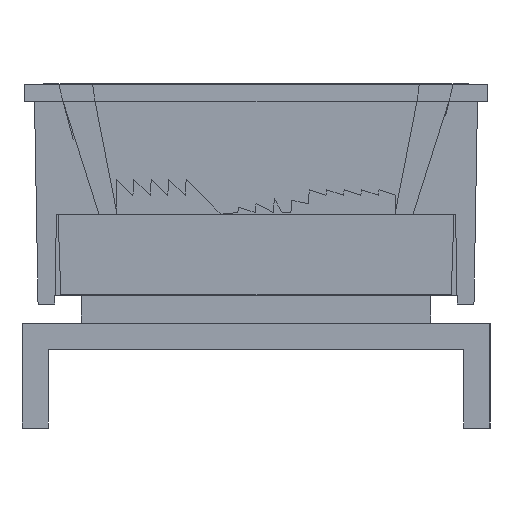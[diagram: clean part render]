
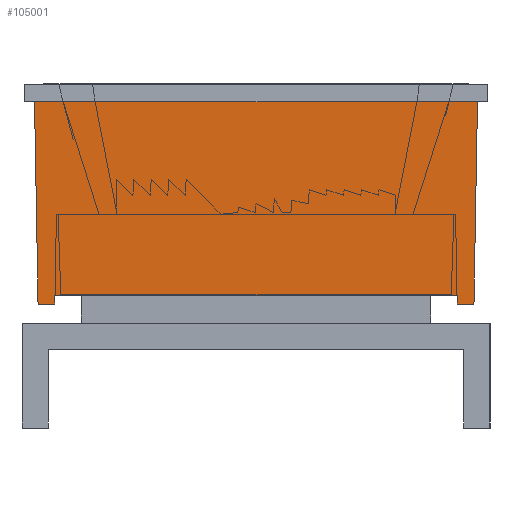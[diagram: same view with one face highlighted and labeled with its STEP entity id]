
A CAD part, left-side view. The second image highlights one B-rep face of the part: STEP entity #105001.
In plain terms, the highlighted face is planar.
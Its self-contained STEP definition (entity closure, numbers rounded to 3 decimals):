
#479 = CARTESIAN_POINT ( 'NONE',  ( -11.519, -528.731, -7.099 ) ) ;
#2619 = ORIENTED_EDGE ( 'NONE', *, *, #12487, .F. ) ;
#3767 = DIRECTION ( 'NONE',  ( 1., 0., 0. ) ) ;
#7119 = CARTESIAN_POINT ( 'NONE',  ( -12.481, -528.731, -7.099 ) ) ;
#7628 = ORIENTED_EDGE ( 'NONE', *, *, #30990, .F. ) ;
#10846 = AXIS2_PLACEMENT_3D ( 'NONE', #38717, #18938, #38153 ) ;
#10881 = CARTESIAN_POINT ( 'NONE',  ( -12.481, -528.731, -7.099 ) ) ;
#12487 = EDGE_CURVE ( 'NONE', #45652, #111060, #35452, .T. ) ;
#14594 = VERTEX_POINT ( 'NONE', #22707 ) ;
#15217 = LINE ( 'NONE', #59515, #76017 ) ;
#17716 = VERTEX_POINT ( 'NONE', #100311 ) ;
#18938 = DIRECTION ( 'NONE',  ( 0., 1., -0.017 ) ) ;
#22042 = VECTOR ( 'NONE', #44848, 1000. ) ;
#22478 = EDGE_CURVE ( 'NONE', #48898, #107484, #89521, .T. ) ;
#22707 = CARTESIAN_POINT ( 'NONE',  ( 11.519, -528.731, -7.099 ) ) ;
#23054 = VECTOR ( 'NONE', #89001, 1000. ) ;
#26290 = VECTOR ( 'NONE', #3767, 1000. ) ;
#26637 = LINE ( 'NONE', #61013, #90112 ) ;
#27287 = VECTOR ( 'NONE', #70324, 1000. ) ;
#27478 = LINE ( 'NONE', #113670, #40892 ) ;
#30990 = EDGE_CURVE ( 'NONE', #87425, #61190, #70083, .T. ) ;
#33238 = ORIENTED_EDGE ( 'NONE', *, *, #72411, .F. ) ;
#33412 = DIRECTION ( 'NONE',  ( 0.017, -0.017, -1. ) ) ;
#35452 = LINE ( 'NONE', #479, #23054 ) ;
#37924 = CARTESIAN_POINT ( 'NONE',  ( 12.683, -528.933, -18.699 ) ) ;
#38153 = DIRECTION ( 'NONE',  ( -1., 0., 0. ) ) ;
#38717 = CARTESIAN_POINT ( 'NONE',  ( 0., -528.75, -8.208 ) ) ;
#40892 = VECTOR ( 'NONE', #89188, 1000. ) ;
#44848 = DIRECTION ( 'NONE',  ( 1., 0., 0. ) ) ;
#45379 = ORIENTED_EDGE ( 'NONE', *, *, #81059, .F. ) ;
#45652 = VERTEX_POINT ( 'NONE', #68637 ) ;
#48898 = VERTEX_POINT ( 'NONE', #10881 ) ;
#49771 = LINE ( 'NONE', #74263, #26290 ) ;
#50860 = LINE ( 'NONE', #7119, #22042 ) ;
#51112 = ORIENTED_EDGE ( 'NONE', *, *, #51822, .F. ) ;
#51822 = EDGE_CURVE ( 'NONE', #111060, #17716, #27478, .T. ) ;
#55057 = PLANE ( 'NONE',  #10846 ) ;
#57275 = EDGE_CURVE ( 'NONE', #48898, #45652, #50860, .T. ) ;
#57821 = DIRECTION ( 'NONE',  ( 1., 0., 0. ) ) ;
#58392 = ORIENTED_EDGE ( 'NONE', *, *, #22478, .T. ) ;
#58974 = CARTESIAN_POINT ( 'NONE',  ( -12.683, -528.933, -18.699 ) ) ;
#59515 = CARTESIAN_POINT ( 'NONE',  ( -12.683, -528.933, -18.699 ) ) ;
#59873 = DIRECTION ( 'NONE',  ( 0.017, 0.017, 1. ) ) ;
#61013 = CARTESIAN_POINT ( 'NONE',  ( 11.51, -528.739, -7.599 ) ) ;
#61190 = VERTEX_POINT ( 'NONE', #37924 ) ;
#61612 = CARTESIAN_POINT ( 'NONE',  ( -12.481, -528.731, -7.099 ) ) ;
#64938 = FACE_OUTER_BOUND ( 'NONE', #89280, .T. ) ;
#68637 = CARTESIAN_POINT ( 'NONE',  ( -11.519, -528.731, -7.099 ) ) ;
#70083 = LINE ( 'NONE', #95704, #110874 ) ;
#70324 = DIRECTION ( 'NONE',  ( -0.017, -0.017, -1. ) ) ;
#70694 = ORIENTED_EDGE ( 'NONE', *, *, #57275, .F. ) ;
#72411 = EDGE_CURVE ( 'NONE', #14594, #87425, #49771, .T. ) ;
#74263 = CARTESIAN_POINT ( 'NONE',  ( 11.519, -528.731, -7.099 ) ) ;
#76017 = VECTOR ( 'NONE', #57821, 1000. ) ;
#81059 = EDGE_CURVE ( 'NONE', #17716, #14594, #26637, .T. ) ;
#87425 = VERTEX_POINT ( 'NONE', #99119 ) ;
#89001 = DIRECTION ( 'NONE',  ( 0.017, -0.017, -1. ) ) ;
#89188 = DIRECTION ( 'NONE',  ( 1., 0., 0. ) ) ;
#89280 = EDGE_LOOP ( 'NONE', ( #45379, #51112, #2619, #70694, #58392, #96904, #7628, #33238 ) ) ;
#89521 = LINE ( 'NONE', #61612, #27287 ) ;
#90112 = VECTOR ( 'NONE', #59873, 1000. ) ;
#95704 = CARTESIAN_POINT ( 'NONE',  ( 12.481, -528.731, -7.099 ) ) ;
#96904 = ORIENTED_EDGE ( 'NONE', *, *, #106567, .T. ) ;
#98893 = CARTESIAN_POINT ( 'NONE',  ( -11.51, -528.739, -7.599 ) ) ;
#99119 = CARTESIAN_POINT ( 'NONE',  ( 12.481, -528.731, -7.099 ) ) ;
#100311 = CARTESIAN_POINT ( 'NONE',  ( 11.51, -528.739, -7.599 ) ) ;
#105001 = ADVANCED_FACE ( 'NONE', ( #64938 ), #55057, .F. ) ;
#106567 = EDGE_CURVE ( 'NONE', #107484, #61190, #15217, .T. ) ;
#107484 = VERTEX_POINT ( 'NONE', #58974 ) ;
#110874 = VECTOR ( 'NONE', #33412, 1000. ) ;
#111060 = VERTEX_POINT ( 'NONE', #98893 ) ;
#113670 = CARTESIAN_POINT ( 'NONE',  ( -11.51, -528.739, -7.599 ) ) ;
